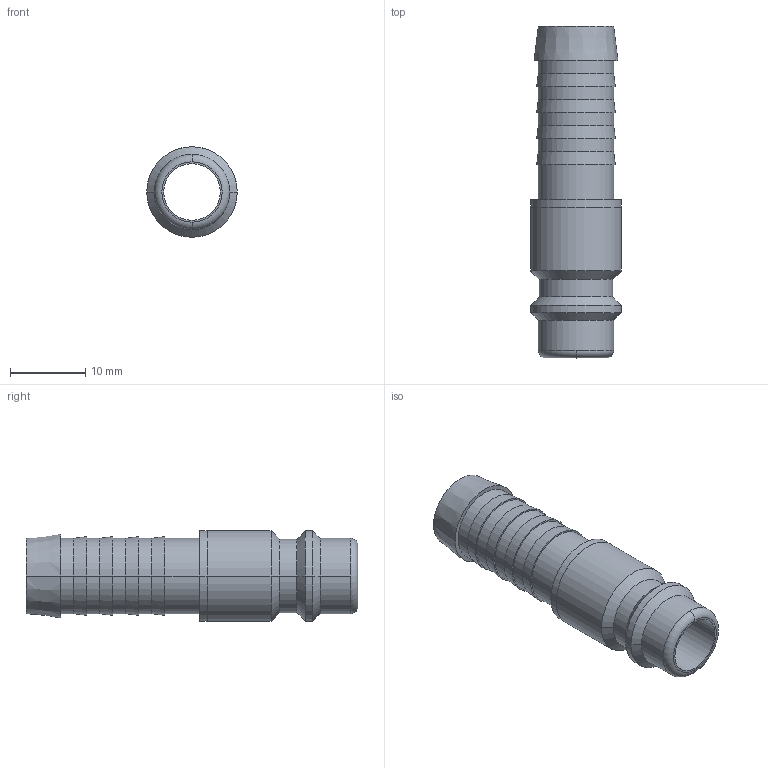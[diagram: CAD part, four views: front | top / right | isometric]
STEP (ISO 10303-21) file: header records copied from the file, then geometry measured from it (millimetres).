
FILE_DESCRIPTION(('STEP AP214'),'1');
FILE_NAME('esn_10_s.stp','2020-03-05T08:46:07',('TraceParts'),('TraceParts S.A.'),'Spatial InterOp 3D',' ',' ');
FILE_SCHEMA(('automotive_design'));
Length unit declared in the file: millimetre
Products named in the file (1): 1
Bounding box: 12.01 x 44 x 12.01 mm (x, y, z)
Volume: 1709 mm3; surface area: 2756.4 mm2
Topology: 1 solids, 1 shells, 52 faces, 107 edges, 65 vertices
Faces by surface type: cylinder 24, cone 16, plane 10, torus 2
Entity records: 1822 total; most frequent: DIRECTION 280, CARTESIAN_POINT 225, ORIENTED_EDGE 214, AXIS2_PLACEMENT_3D 120, EDGE_CURVE 107, CIRCLE 67, VERTEX_POINT 65, EDGE_LOOP 62
